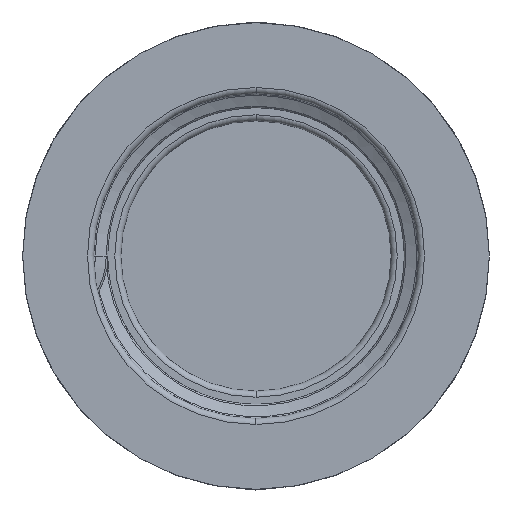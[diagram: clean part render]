
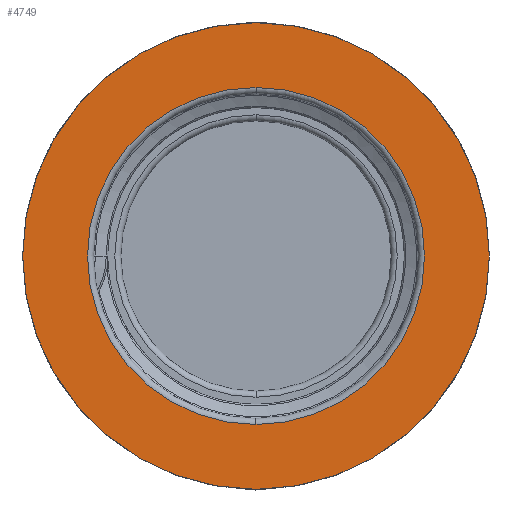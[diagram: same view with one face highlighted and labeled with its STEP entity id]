
A CAD part, left-side view. The second image highlights one B-rep face of the part: STEP entity #4749.
In plain terms, the highlighted planar face has unit normal (-1, 0, 0).
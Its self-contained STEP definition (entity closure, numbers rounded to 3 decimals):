
#59 = AXIS2_PLACEMENT_3D ( 'NONE', #5775, #5791, #5792 ) ;
#887 = CIRCLE ( 'NONE', #889, 19. ) ;
#889 = AXIS2_PLACEMENT_3D ( 'NONE', #2843, #2844, #2845 ) ;
#894 = CIRCLE ( 'NONE', #908, 13.721 ) ;
#908 = AXIS2_PLACEMENT_3D ( 'NONE', #2910, #2911, #2912 ) ;
#2843 = CARTESIAN_POINT ( 'NONE',  ( 0., 0., 0. ) ) ;
#2844 = DIRECTION ( 'NONE',  ( 1., 0., 0. ) ) ;
#2845 = DIRECTION ( 'NONE',  ( 0., 0., -1. ) ) ;
#2910 = CARTESIAN_POINT ( 'NONE',  ( 0., 0., 0. ) ) ;
#2911 = DIRECTION ( 'NONE',  ( 1., 0., 0. ) ) ;
#2912 = DIRECTION ( 'NONE',  ( 0., 0., 1. ) ) ;
#3158 = ORIENTED_EDGE ( 'NONE', *, *, #4660, .T. ) ;
#3159 = ORIENTED_EDGE ( 'NONE', *, *, #5416, .T. ) ;
#3160 = ORIENTED_EDGE ( 'NONE', *, *, #4865, .F. ) ;
#3161 = ORIENTED_EDGE ( 'NONE', *, *, #4664, .F. ) ;
#3186 = VERTEX_POINT ( 'NONE', #3960 ) ;
#3196 = VERTEX_POINT ( 'NONE', #3970 ) ;
#3883 = VERTEX_POINT ( 'NONE', #3975 ) ;
#3884 = VERTEX_POINT ( 'NONE', #3976 ) ;
#3960 = CARTESIAN_POINT ( 'NONE',  ( 0., 0., 19. ) ) ;
#3970 = CARTESIAN_POINT ( 'NONE',  ( 0., 0., -19. ) ) ;
#3975 = CARTESIAN_POINT ( 'NONE',  ( 0., 0., 13.721 ) ) ;
#3976 = CARTESIAN_POINT ( 'NONE',  ( 0., 0., -13.721 ) ) ;
#4211 = CARTESIAN_POINT ( 'NONE',  ( 0., 0., 0. ) ) ;
#4212 = DIRECTION ( 'NONE',  ( 1., 0., 0. ) ) ;
#4213 = DIRECTION ( 'NONE',  ( 0., 0., 1. ) ) ;
#4225 = CARTESIAN_POINT ( 'NONE',  ( 0., 0., 0. ) ) ;
#4226 = DIRECTION ( 'NONE',  ( 1., 0., 0. ) ) ;
#4227 = DIRECTION ( 'NONE',  ( 0., 0., -1. ) ) ;
#4660 = EDGE_CURVE ( 'NONE', #3883, #3884, #5472, .T. ) ;
#4664 = EDGE_CURVE ( 'NONE', #3186, #3196, #5482, .T. ) ;
#4749 = ADVANCED_FACE ( 'NONE', ( #5787, #5788 ), #5789, .T. ) ;
#4865 = EDGE_CURVE ( 'NONE', #3196, #3186, #887, .T. ) ;
#5146 = EDGE_LOOP ( 'NONE', ( #3160, #3161 ) ) ;
#5177 = EDGE_LOOP ( 'NONE', ( #3158, #3159 ) ) ;
#5416 = EDGE_CURVE ( 'NONE', #3884, #3883, #894, .T. ) ;
#5472 = CIRCLE ( 'NONE', #5477, 13.721 ) ;
#5477 = AXIS2_PLACEMENT_3D ( 'NONE', #4211, #4212, #4213 ) ;
#5482 = CIRCLE ( 'NONE', #5485, 19. ) ;
#5485 = AXIS2_PLACEMENT_3D ( 'NONE', #4225, #4226, #4227 ) ;
#5775 = CARTESIAN_POINT ( 'NONE',  ( 0., 0., -13.221 ) ) ;
#5787 = FACE_BOUND ( 'NONE', #5177, .T. ) ;
#5788 = FACE_OUTER_BOUND ( 'NONE', #5146, .T. ) ;
#5789 = PLANE ( 'NONE',  #59 ) ;
#5791 = DIRECTION ( 'NONE',  ( -1., 0., 0. ) ) ;
#5792 = DIRECTION ( 'NONE',  ( 0., 0., 1. ) ) ;
